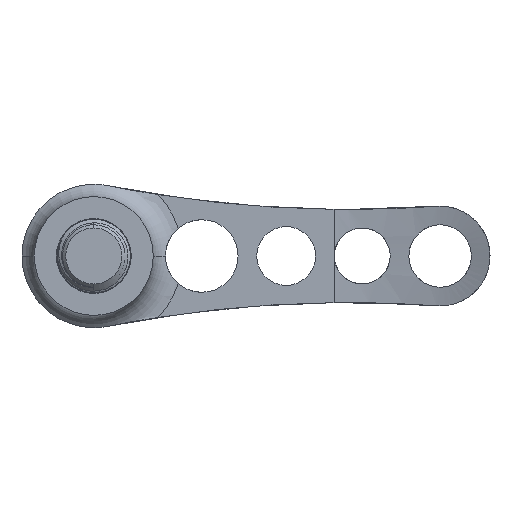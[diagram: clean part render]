
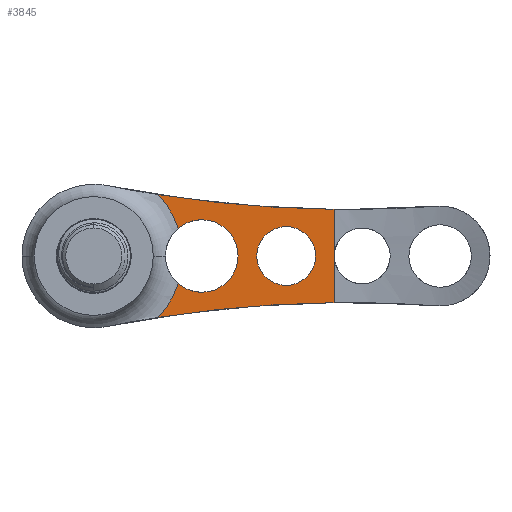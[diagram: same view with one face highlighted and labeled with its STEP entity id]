
A CAD part, left-side view. The second image highlights one B-rep face of the part: STEP entity #3845.
In plain terms, the highlighted face is planar.
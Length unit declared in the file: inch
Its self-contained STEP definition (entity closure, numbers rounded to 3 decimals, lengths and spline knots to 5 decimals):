
#8 = VERTEX_POINT ( 'NONE', #4645 ) ;
#128 = VERTEX_POINT ( 'NONE', #1695 ) ;
#131 = CIRCLE ( 'NONE', #604, 0.56102 ) ;
#134 = CARTESIAN_POINT ( 'NONE',  ( 8.02913, 0.58051, 0.19685 ) ) ;
#298 = EDGE_CURVE ( 'NONE', #3610, #8228, #1008, .T. ) ;
#467 = EDGE_CURVE ( 'NONE', #3017, #4503, #4616, .T. ) ;
#485 = CARTESIAN_POINT ( 'NONE',  ( 1.5, 0.66929, 0.19685 ) ) ;
#604 = AXIS2_PLACEMENT_3D ( 'NONE', #9333, #7852, #1953 ) ;
#680 = DIRECTION ( 'NONE',  ( 0., -1., 0. ) ) ;
#766 = AXIS2_PLACEMENT_3D ( 'NONE', #2177, #5016, #3655 ) ;
#919 = CIRCLE ( 'NONE', #1539, 0.22877 ) ;
#937 = DIRECTION ( 'NONE',  ( 0., -1., 0. ) ) ;
#940 = CIRCLE ( 'NONE', #7841, 0.22877 ) ;
#1008 = CIRCLE ( 'NONE', #4769, 0.18539 ) ;
#1054 = DIRECTION ( 'NONE',  ( 0., -1., 0. ) ) ;
#1112 = DIRECTION ( 'NONE',  ( 0., 0., -1. ) ) ;
#1128 = AXIS2_PLACEMENT_3D ( 'NONE', #2007, #8147, #680 ) ;
#1494 = CIRCLE ( 'NONE', #9507, 7.73513 ) ;
#1539 = AXIS2_PLACEMENT_3D ( 'NONE', #8571, #4007, #1054 ) ;
#1556 = EDGE_CURVE ( 'NONE', #6020, #128, #1494, .T. ) ;
#1695 = CARTESIAN_POINT ( 'NONE',  ( 0.29451, 0.66929, 0.19685 ) ) ;
#1827 = DIRECTION ( 'NONE',  ( 0., -1., 0. ) ) ;
#1953 = DIRECTION ( 'NONE',  ( 0., -1., 0. ) ) ;
#1995 = AXIS2_PLACEMENT_3D ( 'NONE', #4154, #3308, #1827 ) ;
#2007 = CARTESIAN_POINT ( 'NONE',  ( 0., 1.50351, 0.19685 ) ) ;
#2089 = ORIENTED_EDGE ( 'NONE', *, *, #3494, .T. ) ;
#2177 = CARTESIAN_POINT ( 'NONE',  ( 1.5, 2.95276, 0.19685 ) ) ;
#2577 = CARTESIAN_POINT ( 'NONE',  ( 0.38746, 1.7793, 0.19685 ) ) ;
#2582 = DIRECTION ( 'NONE',  ( 0., -1., 0. ) ) ;
#2775 = CARTESIAN_POINT ( 'NONE',  ( 0.17424, 1.65176, 0.19685 ) ) ;
#2800 = EDGE_CURVE ( 'NONE', #3717, #3017, #3402, .T. ) ;
#3016 = DIRECTION ( 'NONE',  ( 0., 0., -1. ) ) ;
#3017 = VERTEX_POINT ( 'NONE', #5637 ) ;
#3088 = PLANE ( 'NONE',  #766 ) ;
#3308 = DIRECTION ( 'NONE',  ( 0., 0., -1. ) ) ;
#3373 = ORIENTED_EDGE ( 'NONE', *, *, #8644, .T. ) ;
#3402 = CIRCLE ( 'NONE', #4961, 0.56102 ) ;
#3477 = CARTESIAN_POINT ( 'NONE',  ( 0., 0.97124, 0.19685 ) ) ;
#3494 = EDGE_CURVE ( 'NONE', #8228, #3610, #7159, .T. ) ;
#3610 = VERTEX_POINT ( 'NONE', #6241 ) ;
#3655 = DIRECTION ( 'NONE',  ( 0., -1., 0. ) ) ;
#3717 = VERTEX_POINT ( 'NONE', #9502 ) ;
#3845 = ADVANCED_FACE ( 'NONE', ( #5753, #8756 ), #3088, .T. ) ;
#3970 = DIRECTION ( 'NONE',  ( 0., 0., 1. ) ) ;
#4007 = DIRECTION ( 'NONE',  ( 0., 0., -1. ) ) ;
#4154 = CARTESIAN_POINT ( 'NONE',  ( 0., 0.97124, 0.19685 ) ) ;
#4503 = VERTEX_POINT ( 'NONE', #7593 ) ;
#4508 = CARTESIAN_POINT ( 'NONE',  ( 0., 1.50351, 0.19685 ) ) ;
#4616 = CIRCLE ( 'NONE', #7125, 7.73513 ) ;
#4645 = CARTESIAN_POINT ( 'NONE',  ( 0.22877, 1.50351, 0.19685 ) ) ;
#4668 = CARTESIAN_POINT ( 'NONE',  ( 0., 2.18504, 0.19685 ) ) ;
#4769 = AXIS2_PLACEMENT_3D ( 'NONE', #3477, #1112, #2582 ) ;
#4780 = VERTEX_POINT ( 'NONE', #2775 ) ;
#4961 = AXIS2_PLACEMENT_3D ( 'NONE', #4668, #7661, #937 ) ;
#5016 = DIRECTION ( 'NONE',  ( 0., 0., 1. ) ) ;
#5073 = EDGE_LOOP ( 'NONE', ( #9468, #2089 ) ) ;
#5356 = CIRCLE ( 'NONE', #1128, 0.22877 ) ;
#5466 = VERTEX_POINT ( 'NONE', #7349 ) ;
#5476 = ORIENTED_EDGE ( 'NONE', *, *, #467, .T. ) ;
#5637 = CARTESIAN_POINT ( 'NONE',  ( -0.38746, 1.7793, 0.19685 ) ) ;
#5672 = ORIENTED_EDGE ( 'NONE', *, *, #6038, .T. ) ;
#5753 = FACE_BOUND ( 'NONE', #5073, .T. ) ;
#6010 = DIRECTION ( 'NONE',  ( 0., -1., 0. ) ) ;
#6020 = VERTEX_POINT ( 'NONE', #2577 ) ;
#6038 = EDGE_CURVE ( 'NONE', #4780, #8, #919, .T. ) ;
#6073 = ORIENTED_EDGE ( 'NONE', *, *, #9290, .F. ) ;
#6241 = CARTESIAN_POINT ( 'NONE',  ( -0.18539, 0.97124, 0.19685 ) ) ;
#6287 = VECTOR ( 'NONE', #6621, 39.37008 ) ;
#6418 = CARTESIAN_POINT ( 'NONE',  ( 0.18539, 0.97124, 0.19685 ) ) ;
#6584 = EDGE_CURVE ( 'NONE', #6020, #4780, #131, .T. ) ;
#6621 = DIRECTION ( 'NONE',  ( -1., 0., 0. ) ) ;
#7125 = AXIS2_PLACEMENT_3D ( 'NONE', #9708, #3016, #6010 ) ;
#7159 = CIRCLE ( 'NONE', #1995, 0.18539 ) ;
#7238 = EDGE_LOOP ( 'NONE', ( #8372, #5672, #8769, #3373, #7479, #5476, #6073, #8064 ) ) ;
#7298 = DIRECTION ( 'NONE',  ( 0., -1., 0. ) ) ;
#7349 = CARTESIAN_POINT ( 'NONE',  ( -0.22877, 1.50351, 0.19685 ) ) ;
#7361 = LINE ( 'NONE', #485, #6287 ) ;
#7479 = ORIENTED_EDGE ( 'NONE', *, *, #2800, .T. ) ;
#7495 = DIRECTION ( 'NONE',  ( 0., 0., -1. ) ) ;
#7593 = CARTESIAN_POINT ( 'NONE',  ( -0.29451, 0.66929, 0.19685 ) ) ;
#7647 = DIRECTION ( 'NONE',  ( 0., -1., 0. ) ) ;
#7661 = DIRECTION ( 'NONE',  ( 0., 0., -1. ) ) ;
#7841 = AXIS2_PLACEMENT_3D ( 'NONE', #4508, #7495, #7298 ) ;
#7852 = DIRECTION ( 'NONE',  ( 0., 0., -1. ) ) ;
#8064 = ORIENTED_EDGE ( 'NONE', *, *, #1556, .F. ) ;
#8147 = DIRECTION ( 'NONE',  ( 0., 0., -1. ) ) ;
#8228 = VERTEX_POINT ( 'NONE', #6418 ) ;
#8372 = ORIENTED_EDGE ( 'NONE', *, *, #6584, .T. ) ;
#8571 = CARTESIAN_POINT ( 'NONE',  ( 0., 1.50351, 0.19685 ) ) ;
#8644 = EDGE_CURVE ( 'NONE', #5466, #3717, #940, .T. ) ;
#8756 = FACE_OUTER_BOUND ( 'NONE', #7238, .T. ) ;
#8769 = ORIENTED_EDGE ( 'NONE', *, *, #9376, .T. ) ;
#9290 = EDGE_CURVE ( 'NONE', #128, #4503, #7361, .T. ) ;
#9333 = CARTESIAN_POINT ( 'NONE',  ( 0., 2.18504, 0.19685 ) ) ;
#9376 = EDGE_CURVE ( 'NONE', #8, #5466, #5356, .T. ) ;
#9468 = ORIENTED_EDGE ( 'NONE', *, *, #298, .T. ) ;
#9502 = CARTESIAN_POINT ( 'NONE',  ( -0.17424, 1.65176, 0.19685 ) ) ;
#9507 = AXIS2_PLACEMENT_3D ( 'NONE', #134, #3970, #7647 ) ;
#9708 = CARTESIAN_POINT ( 'NONE',  ( -8.02913, 0.58051, 0.19685 ) ) ;
